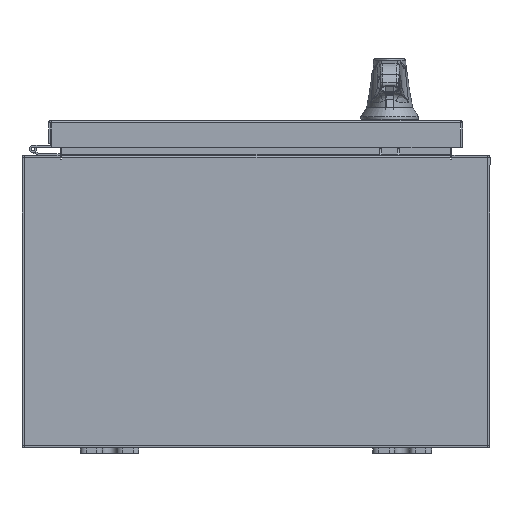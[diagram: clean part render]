
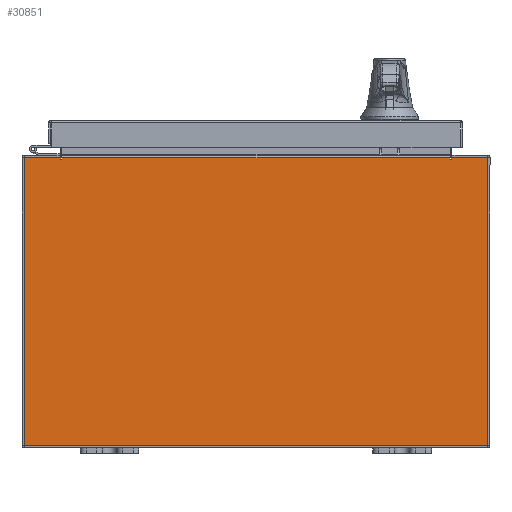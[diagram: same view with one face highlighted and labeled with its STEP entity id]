
A CAD part, front view. The second image highlights one B-rep face of the part: STEP entity #30851.
In plain terms, the highlighted face is planar.
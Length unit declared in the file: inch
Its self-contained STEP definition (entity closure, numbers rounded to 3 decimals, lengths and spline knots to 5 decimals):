
#202 = EDGE_CURVE ( 'NONE', #95528, #13284, #52648, .T. ) ;
#606 = CARTESIAN_POINT ( 'NONE',  ( 6.6372, 0., 4.87495 ) ) ;
#695 = EDGE_CURVE ( 'NONE', #45338, #6919, #91247, .T. ) ;
#1914 = DIRECTION ( 'NONE',  ( 0., 0., 1. ) ) ;
#4577 = VECTOR ( 'NONE', #11398, 39.37008 ) ;
#5009 = VERTEX_POINT ( 'NONE', #606 ) ;
#5669 = ORIENTED_EDGE ( 'NONE', *, *, #30694, .F. ) ;
#5846 = CARTESIAN_POINT ( 'NONE',  ( 7.9253, 0., 4.9253 ) ) ;
#6919 = VERTEX_POINT ( 'NONE', #60886 ) ;
#9462 = ORIENTED_EDGE ( 'NONE', *, *, #202, .F. ) ;
#11398 = DIRECTION ( 'NONE',  ( 0., 0., -1. ) ) ;
#12000 = VECTOR ( 'NONE', #35400, 39.37008 ) ;
#13284 = VERTEX_POINT ( 'NONE', #65582 ) ;
#13453 = VECTOR ( 'NONE', #86612, 39.37008 ) ;
#18434 = LINE ( 'NONE', #44499, #38417 ) ;
#20463 = DIRECTION ( 'NONE',  ( 0., -1., 0. ) ) ;
#20709 = CARTESIAN_POINT ( 'NONE',  ( -6.6372, 0., 0. ) ) ;
#21410 = DIRECTION ( 'NONE',  ( 1., 0., 0. ) ) ;
#21753 = DIRECTION ( 'NONE',  ( -1., 0., 0. ) ) ;
#22194 = VERTEX_POINT ( 'NONE', #101610 ) ;
#23654 = DIRECTION ( 'NONE',  ( 1., 0., 0. ) ) ;
#24483 = CARTESIAN_POINT ( 'NONE',  ( -6.6372, 0., 4.9123 ) ) ;
#26964 = EDGE_CURVE ( 'NONE', #106499, #46490, #81469, .T. ) ;
#27744 = ORIENTED_EDGE ( 'NONE', *, *, #40001, .F. ) ;
#30016 = CARTESIAN_POINT ( 'NONE',  ( 7.9253, 0., -4.9253 ) ) ;
#30389 = FACE_OUTER_BOUND ( 'NONE', #36451, .T. ) ;
#30402 = AXIS2_PLACEMENT_3D ( 'NONE', #43449, #103115, #52003 ) ;
#30694 = EDGE_CURVE ( 'NONE', #93160, #109035, #18434, .T. ) ;
#30851 = ADVANCED_FACE ( 'NONE', ( #30389 ), #71136, .F. ) ;
#34376 = CARTESIAN_POINT ( 'NONE',  ( -6.67455, 0., 4.87495 ) ) ;
#34586 = LINE ( 'NONE', #63842, #54567 ) ;
#35397 = CARTESIAN_POINT ( 'NONE',  ( -6.65588, 0., 4.87495 ) ) ;
#35400 = DIRECTION ( 'NONE',  ( 1., 0., 0. ) ) ;
#36451 = EDGE_LOOP ( 'NONE', ( #5669, #27744, #9462, #88750, #84637, #80433, #102899, #58399, #50506, #46125, #100810, #51230 ) ) ;
#38417 = VECTOR ( 'NONE', #1914, 39.37008 ) ;
#38514 = CARTESIAN_POINT ( 'NONE',  ( 6.67455, 0., 4.9253 ) ) ;
#39066 = LINE ( 'NONE', #89585, #61704 ) ;
#40001 = EDGE_CURVE ( 'NONE', #13284, #93160, #78595, .T. ) ;
#43449 = CARTESIAN_POINT ( 'NONE',  ( 6.65587, 0., 4.87495 ) ) ;
#43755 = CARTESIAN_POINT ( 'NONE',  ( 6.67455, 0., 0. ) ) ;
#43990 = DIRECTION ( 'NONE',  ( 0., 0., -1. ) ) ;
#44499 = CARTESIAN_POINT ( 'NONE',  ( -6.67455, 0., 0. ) ) ;
#45338 = VERTEX_POINT ( 'NONE', #94182 ) ;
#46125 = ORIENTED_EDGE ( 'NONE', *, *, #49893, .T. ) ;
#46490 = VERTEX_POINT ( 'NONE', #76242 ) ;
#46961 = CARTESIAN_POINT ( 'NONE',  ( 6.6372, 0., 0. ) ) ;
#48143 = EDGE_CURVE ( 'NONE', #5009, #22194, #55187, .T. ) ;
#49893 = EDGE_CURVE ( 'NONE', #103026, #45338, #39066, .T. ) ;
#50506 = ORIENTED_EDGE ( 'NONE', *, *, #71509, .T. ) ;
#50656 = VECTOR ( 'NONE', #23654, 39.37008 ) ;
#51230 = ORIENTED_EDGE ( 'NONE', *, *, #87698, .T. ) ;
#52003 = DIRECTION ( 'NONE',  ( 0., 0., -1. ) ) ;
#52519 = VECTOR ( 'NONE', #89460, 39.37008 ) ;
#52648 = LINE ( 'NONE', #20709, #4577 ) ;
#52903 = CARTESIAN_POINT ( 'NONE',  ( -7.9253, 0., 4.9253 ) ) ;
#54567 = VECTOR ( 'NONE', #21410, 39.37008 ) ;
#55187 = LINE ( 'NONE', #46961, #52519 ) ;
#56280 = CARTESIAN_POINT ( 'NONE',  ( -7.9253, 0., 4.9253 ) ) ;
#58399 = ORIENTED_EDGE ( 'NONE', *, *, #94881, .T. ) ;
#59248 = CIRCLE ( 'NONE', #30402, 0.01868 ) ;
#60498 = CARTESIAN_POINT ( 'NONE',  ( -6.67455, 0., 4.9253 ) ) ;
#60886 = CARTESIAN_POINT ( 'NONE',  ( -7.9253, 0., 4.9253 ) ) ;
#61704 = VECTOR ( 'NONE', #21753, 39.37008 ) ;
#63842 = CARTESIAN_POINT ( 'NONE',  ( -6.6372, 0., 4.9123 ) ) ;
#65582 = CARTESIAN_POINT ( 'NONE',  ( -6.6372, 0., 4.87495 ) ) ;
#68557 = VECTOR ( 'NONE', #75015, 39.37008 ) ;
#70679 = AXIS2_PLACEMENT_3D ( 'NONE', #35397, #95039, #43990 ) ;
#71030 = AXIS2_PLACEMENT_3D ( 'NONE', #71511, #20463, #80082 ) ;
#71136 = PLANE ( 'NONE',  #71030 ) ;
#71509 = EDGE_CURVE ( 'NONE', #104545, #103026, #99199, .T. ) ;
#71511 = CARTESIAN_POINT ( 'NONE',  ( 0., 0., 0. ) ) ;
#72641 = CARTESIAN_POINT ( 'NONE',  ( 7.9253, 0., 4.9253 ) ) ;
#75015 = DIRECTION ( 'NONE',  ( 0., 0., 1. ) ) ;
#76242 = CARTESIAN_POINT ( 'NONE',  ( 6.67455, 0., 4.87495 ) ) ;
#76485 = VECTOR ( 'NONE', #83015, 39.37008 ) ;
#78595 = CIRCLE ( 'NONE', #70679, 0.01868 ) ;
#80082 = DIRECTION ( 'NONE',  ( 0., 0., -1. ) ) ;
#80433 = ORIENTED_EDGE ( 'NONE', *, *, #80655, .F. ) ;
#80655 = EDGE_CURVE ( 'NONE', #46490, #5009, #59248, .T. ) ;
#81469 = LINE ( 'NONE', #43755, #13453 ) ;
#82692 = LINE ( 'NONE', #52903, #12000 ) ;
#83015 = DIRECTION ( 'NONE',  ( 0., 0., -1. ) ) ;
#84637 = ORIENTED_EDGE ( 'NONE', *, *, #48143, .F. ) ;
#86612 = DIRECTION ( 'NONE',  ( 0., 0., -1. ) ) ;
#87698 = EDGE_CURVE ( 'NONE', #6919, #109035, #96018, .T. ) ;
#88750 = ORIENTED_EDGE ( 'NONE', *, *, #97360, .T. ) ;
#89460 = DIRECTION ( 'NONE',  ( 0., 0., 1. ) ) ;
#89585 = CARTESIAN_POINT ( 'NONE',  ( -7.9253, 0., -4.9253 ) ) ;
#91247 = LINE ( 'NONE', #56280, #68557 ) ;
#93160 = VERTEX_POINT ( 'NONE', #34376 ) ;
#94182 = CARTESIAN_POINT ( 'NONE',  ( -7.9253, 0., -4.9253 ) ) ;
#94881 = EDGE_CURVE ( 'NONE', #106499, #104545, #82692, .T. ) ;
#95039 = DIRECTION ( 'NONE',  ( 0., 1., 0. ) ) ;
#95528 = VERTEX_POINT ( 'NONE', #24483 ) ;
#96018 = LINE ( 'NONE', #108665, #50656 ) ;
#97360 = EDGE_CURVE ( 'NONE', #95528, #22194, #34586, .T. ) ;
#99199 = LINE ( 'NONE', #5846, #76485 ) ;
#100810 = ORIENTED_EDGE ( 'NONE', *, *, #695, .T. ) ;
#101610 = CARTESIAN_POINT ( 'NONE',  ( 6.6372, 0., 4.9123 ) ) ;
#102899 = ORIENTED_EDGE ( 'NONE', *, *, #26964, .F. ) ;
#103026 = VERTEX_POINT ( 'NONE', #30016 ) ;
#103115 = DIRECTION ( 'NONE',  ( 0., 1., 0. ) ) ;
#104545 = VERTEX_POINT ( 'NONE', #72641 ) ;
#106499 = VERTEX_POINT ( 'NONE', #38514 ) ;
#108665 = CARTESIAN_POINT ( 'NONE',  ( -7.9253, 0., 4.9253 ) ) ;
#109035 = VERTEX_POINT ( 'NONE', #60498 ) ;
